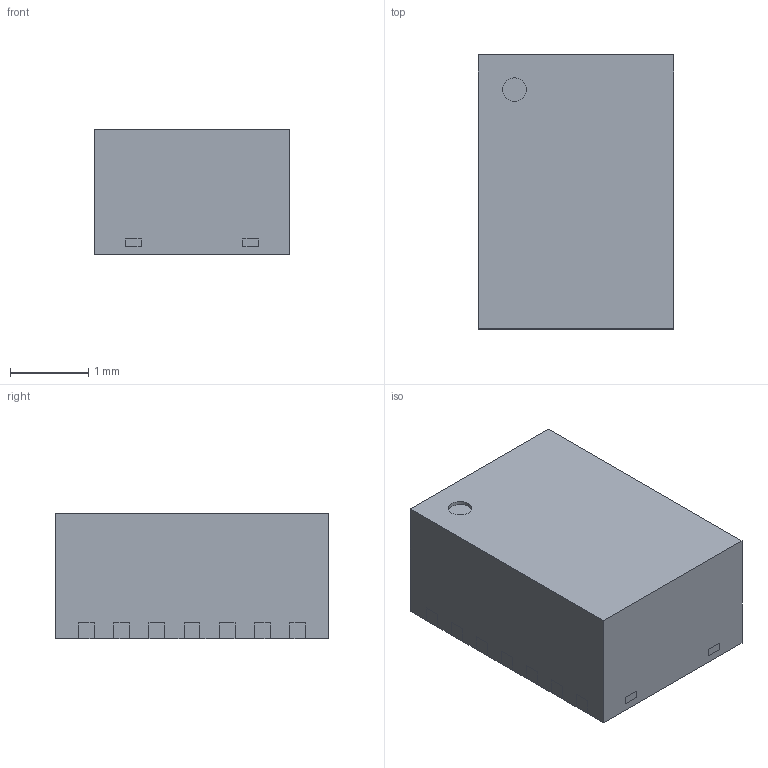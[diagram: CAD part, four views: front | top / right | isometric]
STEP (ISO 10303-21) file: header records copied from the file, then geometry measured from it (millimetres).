
FILE_DESCRIPTION (( 'STEP AP214' ), '1' );
FILE_NAME ('MPM3833.STEP', '2020-11-25T09:28:08', ( '' ), ( '' ), 'SwSTEP 2.0', 'SolidWorks 2017', '' );
FILE_SCHEMA (( 'AUTOMOTIVE_DESIGN' ));
Length unit declared in the file: millimetre
Products named in the file (1): MPM3833
Bounding box: 2.5 x 3.5 x 1.6 mm (x, y, z)
Volume: 14 mm3; surface area: 62.8 mm2
Topology: 11 solids, 11 shells, 637 faces, 1782 edges, 1182 vertices
Faces by surface type: plane 439, cylinder 198
Entity records: 20603 total; most frequent: CARTESIAN_POINT 3602, ORIENTED_EDGE 3564, DIRECTION 3460, EDGE_CURVE 1782, VECTOR 1380, LINE 1380, VERTEX_POINT 1182, AXIS2_PLACEMENT_3D 1040
